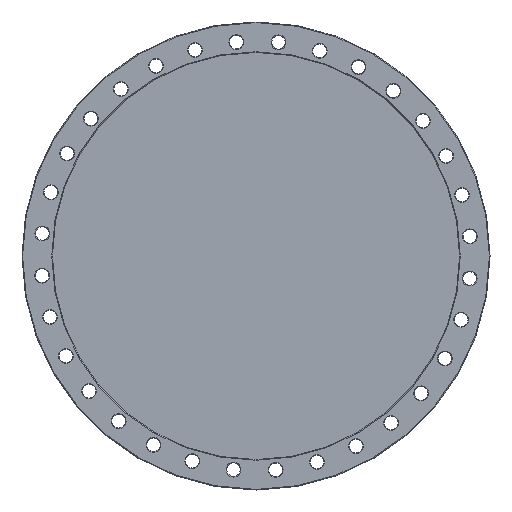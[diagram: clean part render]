
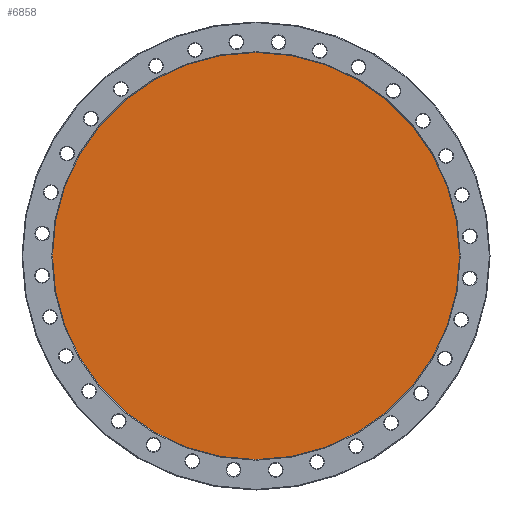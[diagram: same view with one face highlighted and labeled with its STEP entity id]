
A CAD part, front view. The second image highlights one B-rep face of the part: STEP entity #6858.
In plain terms, the highlighted face is planar.
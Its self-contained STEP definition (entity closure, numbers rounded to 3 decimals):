
#82 = DIRECTION ( 'NONE',  ( 1., 0., 0. ) ) ;
#1117 = VERTEX_POINT ( 'NONE', #5275 ) ;
#1174 = DIRECTION ( 'NONE',  ( -1., 0., 0. ) ) ;
#1740 = ORIENTED_EDGE ( 'NONE', *, *, #1909, .T. ) ;
#1909 = EDGE_CURVE ( 'NONE', #1117, #4613, #2676, .T. ) ;
#2349 = AXIS2_PLACEMENT_3D ( 'NONE', #3517, #1174, #5286 ) ;
#2646 = AXIS2_PLACEMENT_3D ( 'NONE', #3630, #82, #4222 ) ;
#2676 = CIRCLE ( 'NONE', #2646, 162.7 ) ;
#2694 = CARTESIAN_POINT ( 'NONE',  ( 19.2, 0., 0. ) ) ;
#2744 = EDGE_CURVE ( 'NONE', #4613, #1117, #2856, .T. ) ;
#2856 = CIRCLE ( 'NONE', #6031, 162.7 ) ;
#2864 = CARTESIAN_POINT ( 'NONE',  ( 19.2, 0., 162.7 ) ) ;
#3289 = DIRECTION ( 'NONE',  ( 0., 0., 1. ) ) ;
#3517 = CARTESIAN_POINT ( 'NONE',  ( 19.2, 163.2, 0. ) ) ;
#3630 = CARTESIAN_POINT ( 'NONE',  ( 19.2, 0., 0. ) ) ;
#4222 = DIRECTION ( 'NONE',  ( 0., 0., 1. ) ) ;
#4613 = VERTEX_POINT ( 'NONE', #2864 ) ;
#4687 = PLANE ( 'NONE',  #2349 ) ;
#5241 = ORIENTED_EDGE ( 'NONE', *, *, #2744, .T. ) ;
#5275 = CARTESIAN_POINT ( 'NONE',  ( 19.2, 0., -162.7 ) ) ;
#5286 = DIRECTION ( 'NONE',  ( 0., 0., 1. ) ) ;
#5496 = FACE_OUTER_BOUND ( 'NONE', #7146, .T. ) ;
#6031 = AXIS2_PLACEMENT_3D ( 'NONE', #2694, #6772, #3289 ) ;
#6772 = DIRECTION ( 'NONE',  ( 1., 0., 0. ) ) ;
#6858 = ADVANCED_FACE ( 'NONE', ( #5496 ), #4687, .F. ) ;
#7146 = EDGE_LOOP ( 'NONE', ( #5241, #1740 ) ) ;
